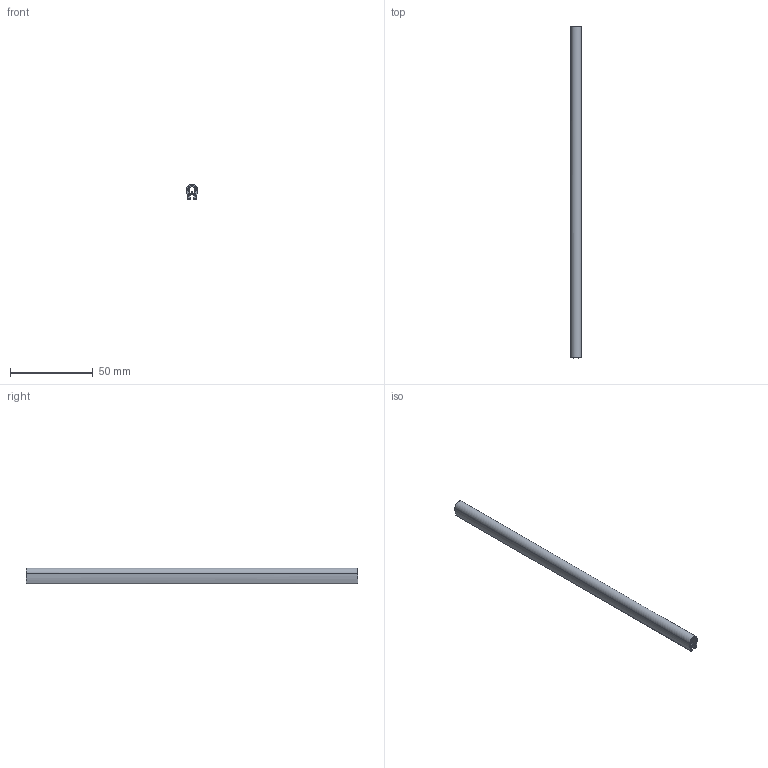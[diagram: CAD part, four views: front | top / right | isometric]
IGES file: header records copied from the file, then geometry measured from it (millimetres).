
Start section: ------------------------------------------------------------------------
Global section: file name: PC50.13112.TEM_1010_02_18188.igs; native system: spGate; preprocessor: ver17.5.1; author: Unknown; organization: Unknown; date: 210304.142037; units: millimetre
Bounding box: 6.5 x 200 x 9.5 mm (x, y, z)
Volume: 6895.5 mm3; surface area: 17733.6 mm2
Topology: 4 solids, 4 shells, 30 faces, 130 edges, 104 vertices
Faces by surface type: bspline 30
